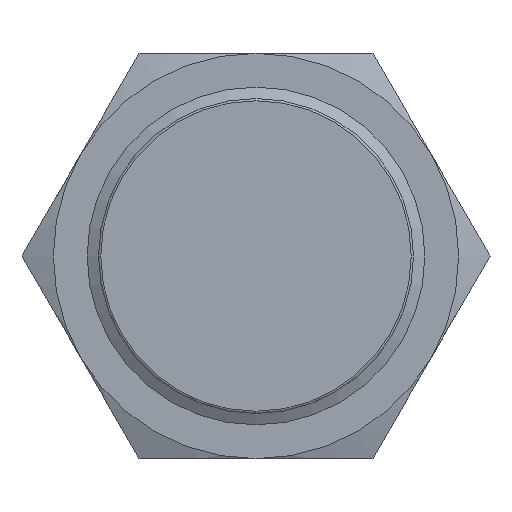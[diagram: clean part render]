
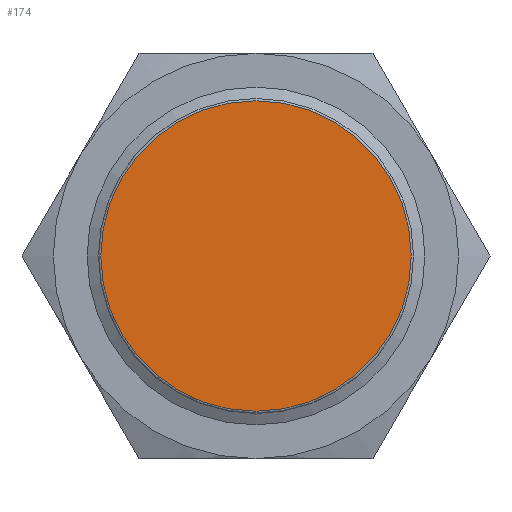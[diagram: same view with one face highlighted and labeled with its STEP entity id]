
A CAD part, left-side view. The second image highlights one B-rep face of the part: STEP entity #174.
In plain terms, the highlighted planar face has unit normal (-1, 0, 0).
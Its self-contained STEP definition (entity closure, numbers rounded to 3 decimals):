
#174 = ADVANCED_FACE( '', ( #420 ), #421, .F. );
#420 = FACE_OUTER_BOUND( '', #671, .T. );
#421 = PLANE( '', #672 );
#671 = EDGE_LOOP( '', ( #1363 ) );
#672 = AXIS2_PLACEMENT_3D( '', #1364, #1365, #1366 );
#1363 = ORIENTED_EDGE( '', *, *, #1577, .F. );
#1364 = CARTESIAN_POINT( '', ( 0., 0., 0. ) );
#1365 = DIRECTION( '', ( 1., 0., 0. ) );
#1366 = DIRECTION( '', ( 0., 0., -1. ) );
#1577 = EDGE_CURVE( '', #1900, #1900, #1901, .T. );
#1900 = VERTEX_POINT( '', #2704 );
#1901 = CIRCLE( '', #2705, 13.79 );
#2704 = CARTESIAN_POINT( '', ( 0., 0., -13.79 ) );
#2705 = AXIS2_PLACEMENT_3D( '', #2986, #2987, #2988 );
#2986 = CARTESIAN_POINT( '', ( 0., 0., 0. ) );
#2987 = DIRECTION( '', ( 1., 0., 0. ) );
#2988 = DIRECTION( '', ( 0., 0., -1. ) );
